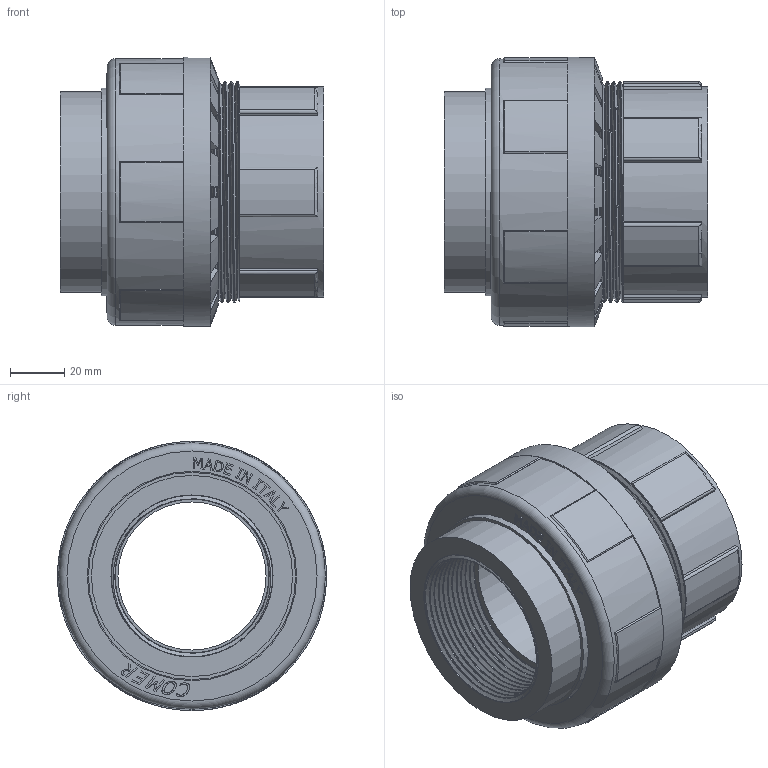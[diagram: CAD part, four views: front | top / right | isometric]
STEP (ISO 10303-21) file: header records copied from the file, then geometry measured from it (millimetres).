
FILE_DESCRIPTION(/* description */ (''),/* implementation_level */ '2;1');
FILE_NAME(/* name */ 'UN810630.iam.stp',/* time_stamp */ '2017-01-25T10:46:22+01:00',/* author */ ('Eugenio'),/* organization */ (''),/* preprocessor_version */ 'ST-DEVELOPER v16.5',/* originating_system */ 'Autodesk Inventor 2017',/* authorisation */ '');
FILE_SCHEMA (('AUTOMOTIVE_DESIGN { 1 0 10303 214 3 1 1 }'));
Products named in the file (5): UN810630; NU830630; UE810630; LAV6237E; UB810630
Assembly tree (4 placements, depth 2):
  UN810630
    NU830630
    UE810630
    LAV6237E
    UB810630
Bounding box: 97 x 99 x 99 mm (x, y, z)
Volume: 324855.1 mm3; surface area: 150397.7 mm2
Topology: 8 solids, 8 shells, 466 faces, 1186 edges, 762 vertices
Faces by surface type: plane 288, bspline 69, cylinder 59, cone 36, torus 14
Full cylindrical faces by diameter (mm): 54.5 x1, 55.61 x1, 59.61 x4, 59.69 x1, 70.35 x1, 74 x1, 76.25 x1, 77 x1, 77.53 x1, 78.5 x1, 78.516 x2, 81.53 x2, 98 x1, 99 x1
Entity records: 35984 total; most frequent: CARTESIAN_POINT 25070, ORIENTED_EDGE 2322, DIRECTION 2031, EDGE_CURVE 1161, VERTEX_POINT 757, LINE 723, VECTOR 723, AXIS2_PLACEMENT_3D 654
